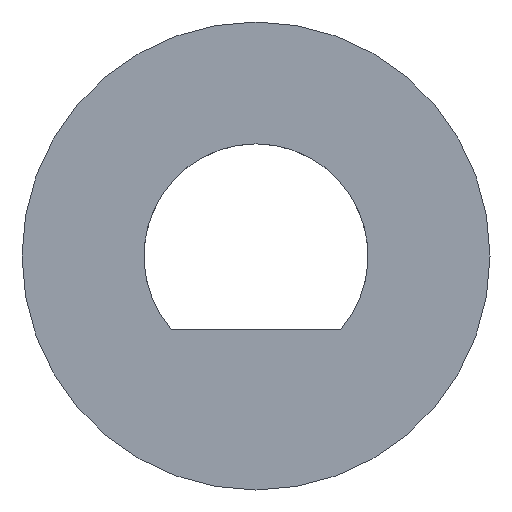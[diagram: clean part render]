
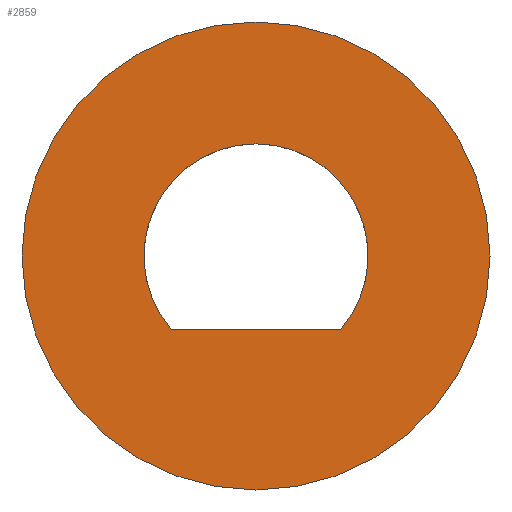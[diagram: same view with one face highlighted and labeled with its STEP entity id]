
A CAD part, front view. The second image highlights one B-rep face of the part: STEP entity #2859.
In plain terms, the highlighted planar face has unit normal (0, -1, 0).
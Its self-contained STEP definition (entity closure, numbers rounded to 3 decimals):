
#10 = AXIS2_PLACEMENT_3D ( 'NONE', #5078, #2058, #1012 ) ;
#244 = DIRECTION ( 'NONE',  ( 0., 0., -1. ) ) ;
#328 = FACE_OUTER_BOUND ( 'NONE', #7290, .T. ) ;
#581 = ORIENTED_EDGE ( 'NONE', *, *, #2063, .T. ) ;
#692 = EDGE_CURVE ( 'NONE', #6700, #3758, #7218, .T. ) ;
#1012 = DIRECTION ( 'NONE',  ( 0., 0., -1. ) ) ;
#1257 = ORIENTED_EDGE ( 'NONE', *, *, #5293, .T. ) ;
#1292 = CARTESIAN_POINT ( 'NONE',  ( -48., 16.5, 0. ) ) ;
#1408 = LINE ( 'NONE', #3297, #2307 ) ;
#1410 = FACE_BOUND ( 'NONE', #3763, .T. ) ;
#1477 = VERTEX_POINT ( 'NONE', #1292 ) ;
#2058 = DIRECTION ( 'NONE',  ( 0., -1., 0. ) ) ;
#2063 = EDGE_CURVE ( 'NONE', #3229, #1477, #2737, .T. ) ;
#2226 = CIRCLE ( 'NONE', #10, 23. ) ;
#2275 = DIRECTION ( 'NONE',  ( 0., 0., -1. ) ) ;
#2307 = VECTOR ( 'NONE', #4519, 1000. ) ;
#2432 = EDGE_CURVE ( 'NONE', #3723, #3758, #1408, .T. ) ;
#2470 = ORIENTED_EDGE ( 'NONE', *, *, #692, .F. ) ;
#2614 = AXIS2_PLACEMENT_3D ( 'NONE', #2679, #5075, #244 ) ;
#2679 = CARTESIAN_POINT ( 'NONE',  ( 0., 16.5, 0. ) ) ;
#2737 = CIRCLE ( 'NONE', #4609, 48. ) ;
#2859 = ADVANCED_FACE ( 'NONE', ( #1410, #328 ), #6160, .T. ) ;
#2901 = ORIENTED_EDGE ( 'NONE', *, *, #2432, .T. ) ;
#3014 = CARTESIAN_POINT ( 'NONE',  ( 0., 16.5, 0. ) ) ;
#3127 = DIRECTION ( 'NONE',  ( 0., 0., -1. ) ) ;
#3229 = VERTEX_POINT ( 'NONE', #6938 ) ;
#3258 = EDGE_CURVE ( 'NONE', #3723, #6700, #2226, .T. ) ;
#3297 = CARTESIAN_POINT ( 'NONE',  ( -17.436, 16.5, -15. ) ) ;
#3317 = ORIENTED_EDGE ( 'NONE', *, *, #3258, .F. ) ;
#3723 = VERTEX_POINT ( 'NONE', #5567 ) ;
#3758 = VERTEX_POINT ( 'NONE', #3884 ) ;
#3763 = EDGE_LOOP ( 'NONE', ( #3317, #2901, #2470 ) ) ;
#3884 = CARTESIAN_POINT ( 'NONE',  ( -17.436, 16.5, -15. ) ) ;
#3956 = DIRECTION ( 'NONE',  ( 0., 0., -1. ) ) ;
#4001 = DIRECTION ( 'NONE',  ( 0., -1., 0. ) ) ;
#4016 = CARTESIAN_POINT ( 'NONE',  ( 0., 16.5, 23. ) ) ;
#4034 = CARTESIAN_POINT ( 'NONE',  ( 0., 16.5, 0. ) ) ;
#4519 = DIRECTION ( 'NONE',  ( -1., 0., 0. ) ) ;
#4609 = AXIS2_PLACEMENT_3D ( 'NONE', #3014, #7119, #3127 ) ;
#4613 = CARTESIAN_POINT ( 'NONE',  ( 0., 16.5, 0. ) ) ;
#4685 = DIRECTION ( 'NONE',  ( 0., -1., 0. ) ) ;
#5022 = CIRCLE ( 'NONE', #6004, 48. ) ;
#5075 = DIRECTION ( 'NONE',  ( 0., -1., 0. ) ) ;
#5078 = CARTESIAN_POINT ( 'NONE',  ( 0., 16.5, 0. ) ) ;
#5293 = EDGE_CURVE ( 'NONE', #1477, #3229, #5022, .T. ) ;
#5567 = CARTESIAN_POINT ( 'NONE',  ( 17.436, 16.5, -15. ) ) ;
#6004 = AXIS2_PLACEMENT_3D ( 'NONE', #4613, #4685, #2275 ) ;
#6160 = PLANE ( 'NONE',  #2614 ) ;
#6438 = AXIS2_PLACEMENT_3D ( 'NONE', #4034, #4001, #3956 ) ;
#6700 = VERTEX_POINT ( 'NONE', #4016 ) ;
#6938 = CARTESIAN_POINT ( 'NONE',  ( 48., 16.5, 0. ) ) ;
#7119 = DIRECTION ( 'NONE',  ( 0., -1., 0. ) ) ;
#7218 = CIRCLE ( 'NONE', #6438, 23. ) ;
#7290 = EDGE_LOOP ( 'NONE', ( #1257, #581 ) ) ;
